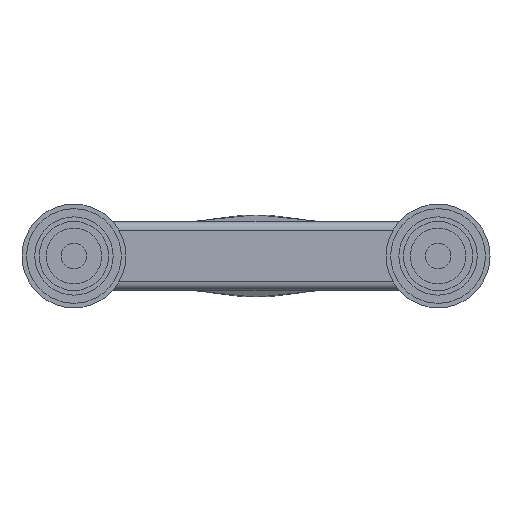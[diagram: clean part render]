
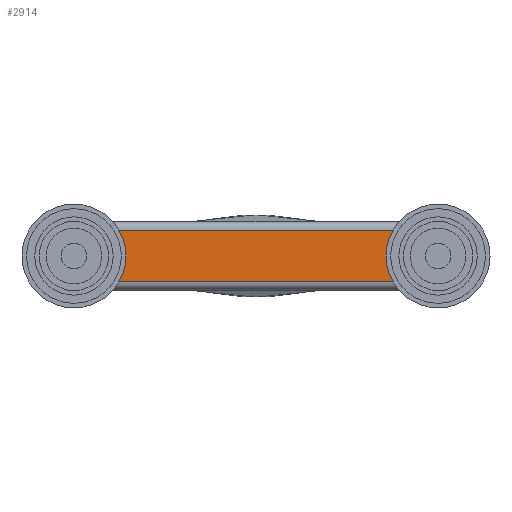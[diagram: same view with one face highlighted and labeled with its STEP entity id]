
A CAD part, front view. The second image highlights one B-rep face of the part: STEP entity #2914.
In plain terms, the highlighted planar face has unit normal (0, -1, 0).
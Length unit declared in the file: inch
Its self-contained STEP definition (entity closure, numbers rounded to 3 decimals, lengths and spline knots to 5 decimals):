
#99 = CARTESIAN_POINT ( 'NONE',  ( 2., -0.18, 0. ) ) ;
#103 = EDGE_LOOP ( 'NONE', ( #2303, #5207, #4996, #2645 ) ) ;
#239 = VERTEX_POINT ( 'NONE', #4510 ) ;
#300 = CARTESIAN_POINT ( 'NONE',  ( -1.79445, -0.18, 0. ) ) ;
#371 = DIRECTION ( 'NONE',  ( 0., 0., -1. ) ) ;
#503 = CARTESIAN_POINT ( 'NONE',  ( -2., -0.18, 0.25 ) ) ;
#559 = VECTOR ( 'NONE', #2497, 39.37008 ) ;
#733 = EDGE_CURVE ( 'NONE', #1971, #4485, #3565, .T. ) ;
#754 = VERTEX_POINT ( 'NONE', #3077 ) ;
#773 = CIRCLE ( 'NONE', #3447, 0.25 ) ;
#872 = CARTESIAN_POINT ( 'NONE',  ( 1.79445, -0.18, 0. ) ) ;
#911 = DIRECTION ( 'NONE',  ( 0., -1., 0. ) ) ;
#929 = AXIS2_PLACEMENT_3D ( 'NONE', #872, #2084, #4905 ) ;
#992 = ORIENTED_EDGE ( 'NONE', *, *, #3838, .F. ) ;
#1104 = CARTESIAN_POINT ( 'NONE',  ( 2., -0.18, 0.25 ) ) ;
#1171 = PLANE ( 'NONE',  #1527 ) ;
#1205 = ORIENTED_EDGE ( 'NONE', *, *, #733, .F. ) ;
#1292 = EDGE_CURVE ( 'NONE', #754, #2860, #4163, .T. ) ;
#1311 = CARTESIAN_POINT ( 'NONE',  ( -2., -0.18, 0. ) ) ;
#1421 = DIRECTION ( 'NONE',  ( 0., -1., 0. ) ) ;
#1429 = EDGE_LOOP ( 'NONE', ( #1205, #992 ) ) ;
#1435 = AXIS2_PLACEMENT_3D ( 'NONE', #2167, #4980, #2565 ) ;
#1527 = AXIS2_PLACEMENT_3D ( 'NONE', #300, #2384, #4767 ) ;
#1528 = VERTEX_POINT ( 'NONE', #2824 ) ;
#1635 = FACE_BOUND ( 'NONE', #1429, .T. ) ;
#1769 = ORIENTED_EDGE ( 'NONE', *, *, #5095, .F. ) ;
#1830 = LINE ( 'NONE', #2653, #2791 ) ;
#1851 = CARTESIAN_POINT ( 'NONE',  ( -1.79445, -0.18, 0. ) ) ;
#1952 = DIRECTION ( 'NONE',  ( 0., -1., 0. ) ) ;
#1967 = CIRCLE ( 'NONE', #929, 0.50055 ) ;
#1971 = VERTEX_POINT ( 'NONE', #1104 ) ;
#2039 = CARTESIAN_POINT ( 'NONE',  ( 2.20594, -0.18, -0.285 ) ) ;
#2084 = DIRECTION ( 'NONE',  ( 0., -1., 0. ) ) ;
#2126 = EDGE_CURVE ( 'NONE', #2860, #3788, #2718, .T. ) ;
#2167 = CARTESIAN_POINT ( 'NONE',  ( 2., -0.18, 0. ) ) ;
#2195 = EDGE_CURVE ( 'NONE', #3788, #1528, #1967, .T. ) ;
#2301 = EDGE_CURVE ( 'NONE', #1528, #754, #1830, .T. ) ;
#2303 = ORIENTED_EDGE ( 'NONE', *, *, #2126, .T. ) ;
#2384 = DIRECTION ( 'NONE',  ( 0., -1., 0. ) ) ;
#2394 = EDGE_CURVE ( 'NONE', #5142, #239, #773, .T. ) ;
#2447 = DIRECTION ( 'NONE',  ( 0., 0., -1. ) ) ;
#2497 = DIRECTION ( 'NONE',  ( 1., 0., 0. ) ) ;
#2565 = DIRECTION ( 'NONE',  ( 0., 0., -1. ) ) ;
#2645 = ORIENTED_EDGE ( 'NONE', *, *, #1292, .T. ) ;
#2653 = CARTESIAN_POINT ( 'NONE',  ( -2.20594, -0.18, 0.285 ) ) ;
#2718 = LINE ( 'NONE', #2039, #559 ) ;
#2791 = VECTOR ( 'NONE', #3407, 39.37008 ) ;
#2824 = CARTESIAN_POINT ( 'NONE',  ( 2.20594, -0.18, 0.285 ) ) ;
#2860 = VERTEX_POINT ( 'NONE', #4292 ) ;
#2914 = ADVANCED_FACE ( 'NONE', ( #1635, #3963, #3667 ), #1171, .T. ) ;
#3077 = CARTESIAN_POINT ( 'NONE',  ( -2.20594, -0.18, 0.285 ) ) ;
#3102 = CIRCLE ( 'NONE', #3454, 0.25 ) ;
#3324 = DIRECTION ( 'NONE',  ( 0., 0., -1. ) ) ;
#3407 = DIRECTION ( 'NONE',  ( -1., 0., 0. ) ) ;
#3447 = AXIS2_PLACEMENT_3D ( 'NONE', #4355, #1952, #371 ) ;
#3454 = AXIS2_PLACEMENT_3D ( 'NONE', #1311, #4534, #3324 ) ;
#3565 = CIRCLE ( 'NONE', #1435, 0.25 ) ;
#3667 = FACE_OUTER_BOUND ( 'NONE', #103, .T. ) ;
#3688 = CIRCLE ( 'NONE', #3765, 0.25 ) ;
#3765 = AXIS2_PLACEMENT_3D ( 'NONE', #99, #911, #2447 ) ;
#3788 = VERTEX_POINT ( 'NONE', #4886 ) ;
#3838 = EDGE_CURVE ( 'NONE', #4485, #1971, #3688, .T. ) ;
#3963 = FACE_BOUND ( 'NONE', #4528, .T. ) ;
#4031 = ORIENTED_EDGE ( 'NONE', *, *, #2394, .F. ) ;
#4163 = CIRCLE ( 'NONE', #5203, 0.50055 ) ;
#4292 = CARTESIAN_POINT ( 'NONE',  ( -2.20594, -0.18, -0.285 ) ) ;
#4355 = CARTESIAN_POINT ( 'NONE',  ( -2., -0.18, 0. ) ) ;
#4485 = VERTEX_POINT ( 'NONE', #4772 ) ;
#4510 = CARTESIAN_POINT ( 'NONE',  ( -2., -0.18, -0.25 ) ) ;
#4528 = EDGE_LOOP ( 'NONE', ( #4031, #1769 ) ) ;
#4534 = DIRECTION ( 'NONE',  ( 0., -1., 0. ) ) ;
#4767 = DIRECTION ( 'NONE',  ( 0., 0., -1. ) ) ;
#4772 = CARTESIAN_POINT ( 'NONE',  ( 2., -0.18, -0.25 ) ) ;
#4886 = CARTESIAN_POINT ( 'NONE',  ( 2.20594, -0.18, -0.285 ) ) ;
#4905 = DIRECTION ( 'NONE',  ( 0., 0., -1. ) ) ;
#4980 = DIRECTION ( 'NONE',  ( 0., -1., 0. ) ) ;
#4996 = ORIENTED_EDGE ( 'NONE', *, *, #2301, .T. ) ;
#5073 = DIRECTION ( 'NONE',  ( 0., 0., -1. ) ) ;
#5095 = EDGE_CURVE ( 'NONE', #239, #5142, #3102, .T. ) ;
#5142 = VERTEX_POINT ( 'NONE', #503 ) ;
#5203 = AXIS2_PLACEMENT_3D ( 'NONE', #1851, #1421, #5073 ) ;
#5207 = ORIENTED_EDGE ( 'NONE', *, *, #2195, .T. ) ;
